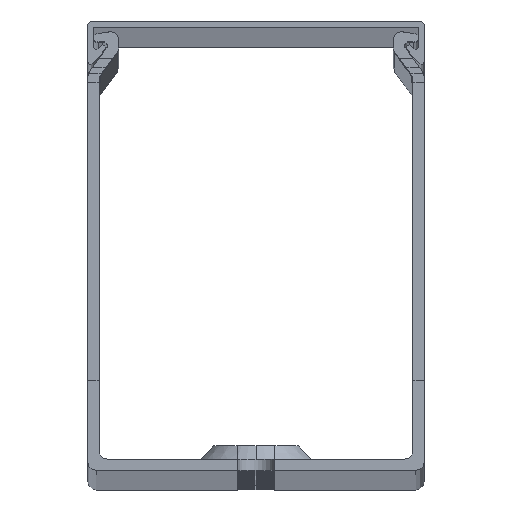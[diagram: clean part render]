
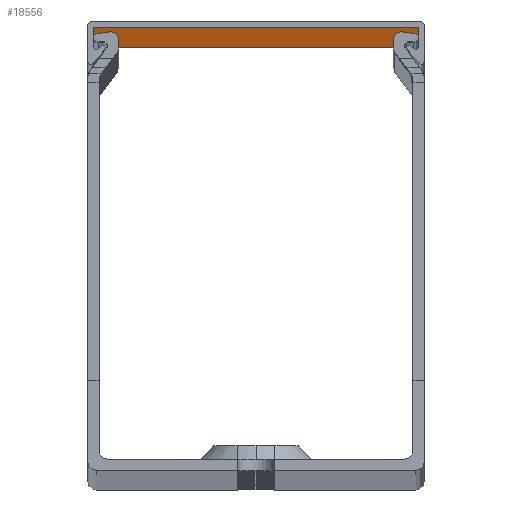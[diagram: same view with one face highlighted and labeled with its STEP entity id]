
A CAD part, top view. The second image highlights one B-rep face of the part: STEP entity #18556.
In plain terms, the highlighted planar face has unit normal (0, -1, 0).
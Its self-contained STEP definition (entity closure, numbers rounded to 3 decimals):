
#759 = DIRECTION ( 'NONE',  ( 0., 0., 1. ) ) ;
#2305 = CARTESIAN_POINT ( 'NONE',  ( 29., 79., -1000. ) ) ;
#3501 = CARTESIAN_POINT ( 'NONE',  ( -29., 79., 1060.585 ) ) ;
#4708 = LINE ( 'NONE', #18296, #14465 ) ;
#6395 = DIRECTION ( 'NONE',  ( 0., 1., 0. ) ) ;
#7031 = CARTESIAN_POINT ( 'NONE',  ( -29., 79., 1060.585 ) ) ;
#10925 = CARTESIAN_POINT ( 'NONE',  ( -29., 79., -1000. ) ) ;
#11089 = EDGE_CURVE ( 'NONE', #32555, #24238, #20088, .T. ) ;
#11165 = CARTESIAN_POINT ( 'NONE',  ( -29., 79., 1000. ) ) ;
#11289 = CARTESIAN_POINT ( 'NONE',  ( 29., 79., 1060.585 ) ) ;
#11533 = EDGE_LOOP ( 'NONE', ( #26594, #19470, #26835, #13742 ) ) ;
#11848 = VERTEX_POINT ( 'NONE', #16612 ) ;
#13742 = ORIENTED_EDGE ( 'NONE', *, *, #24430, .T. ) ;
#14213 = DIRECTION ( 'NONE',  ( 0., 0., -1. ) ) ;
#14465 = VECTOR ( 'NONE', #20359, 1000. ) ;
#16612 = CARTESIAN_POINT ( 'NONE',  ( 29., 79., 1000. ) ) ;
#18296 = CARTESIAN_POINT ( 'NONE',  ( -29., 79., -1000. ) ) ;
#18556 = ADVANCED_FACE ( 'NONE', ( #21696 ), #24269, .F. ) ;
#19470 = ORIENTED_EDGE ( 'NONE', *, *, #20638, .T. ) ;
#19690 = LINE ( 'NONE', #11289, #22417 ) ;
#19937 = DIRECTION ( 'NONE',  ( 0., 0., -1. ) ) ;
#20088 = LINE ( 'NONE', #7031, #23736 ) ;
#20359 = DIRECTION ( 'NONE',  ( 1., 0., 0. ) ) ;
#20370 = VECTOR ( 'NONE', #26749, 1000. ) ;
#20638 = EDGE_CURVE ( 'NONE', #11848, #32555, #21781, .T. ) ;
#21696 = FACE_OUTER_BOUND ( 'NONE', #11533, .T. ) ;
#21781 = LINE ( 'NONE', #11165, #20370 ) ;
#22417 = VECTOR ( 'NONE', #14213, 1000. ) ;
#23736 = VECTOR ( 'NONE', #19937, 1000. ) ;
#24238 = VERTEX_POINT ( 'NONE', #10925 ) ;
#24269 = PLANE ( 'NONE',  #29119 ) ;
#24430 = EDGE_CURVE ( 'NONE', #24238, #30576, #4708, .T. ) ;
#26122 = EDGE_CURVE ( 'NONE', #11848, #30576, #19690, .T. ) ;
#26594 = ORIENTED_EDGE ( 'NONE', *, *, #26122, .F. ) ;
#26749 = DIRECTION ( 'NONE',  ( -1., 0., 0. ) ) ;
#26835 = ORIENTED_EDGE ( 'NONE', *, *, #11089, .T. ) ;
#29119 = AXIS2_PLACEMENT_3D ( 'NONE', #3501, #6395, #759 ) ;
#29615 = CARTESIAN_POINT ( 'NONE',  ( -29., 79., 1000. ) ) ;
#30576 = VERTEX_POINT ( 'NONE', #2305 ) ;
#32555 = VERTEX_POINT ( 'NONE', #29615 ) ;
